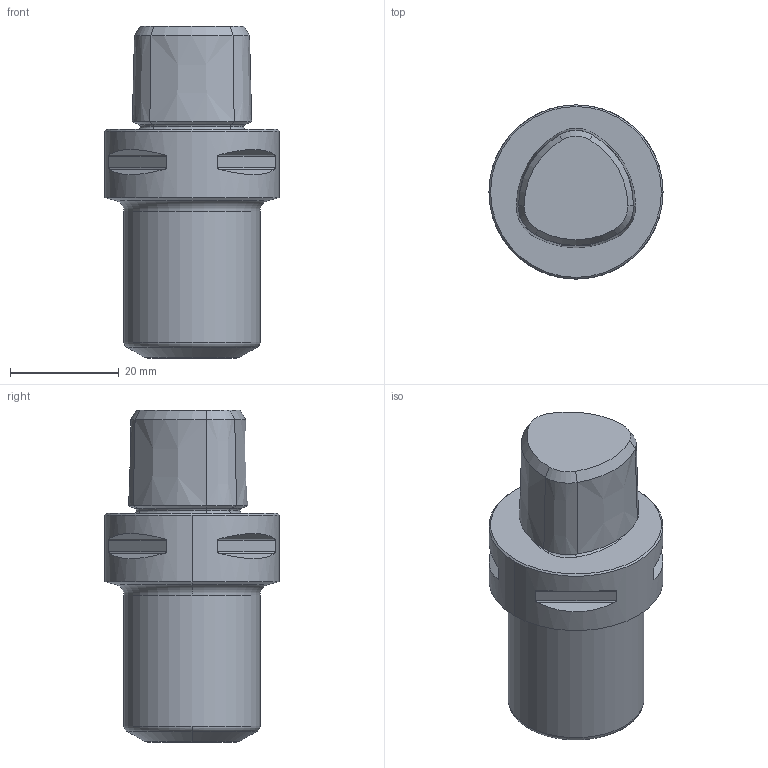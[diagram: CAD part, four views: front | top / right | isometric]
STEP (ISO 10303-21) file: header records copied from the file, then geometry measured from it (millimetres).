
FILE_DESCRIPTION(/* description */ (''),/* implementation_level */ '2;1');
FILE_NAME(/* name */ '1532607956908.stp',/* time_stamp */ '2018-07-26T14:26:04+02:00',/* author */ (''),/* organization */ ('SMS'),/* preprocessor_version */ 'ST-DEVELOPER v15',/* originating_system */ 'SIEMENS PLM Software NX 8.5',/* authorisation */ '');
FILE_SCHEMA (('AUTOMOTIVE_DESIGN { 1 0 10303 214 3 1 1 1 }'));
Length unit declared in the file: millimetre
Products named in the file (1): 201761225mod000_00
Bounding box: 32 x 32 x 61 mm (x, y, z)
Volume: 27677.7 mm3; surface area: 7629.7 mm2
Topology: 1 solids, 1 shells, 80 faces, 184 edges, 115 vertices
Faces by surface type: cone 29, torus 18, cylinder 17, plane 16
Full cylindrical faces by diameter (mm): 10.5 x1, 25 x1
Entity records: 2637 total; most frequent: CARTESIAN_POINT 701, DIRECTION 420, ORIENTED_EDGE 382, EDGE_CURVE 191, AXIS2_PLACEMENT_3D 175, VERTEX_POINT 121, CIRCLE 91, EDGE_LOOP 88
